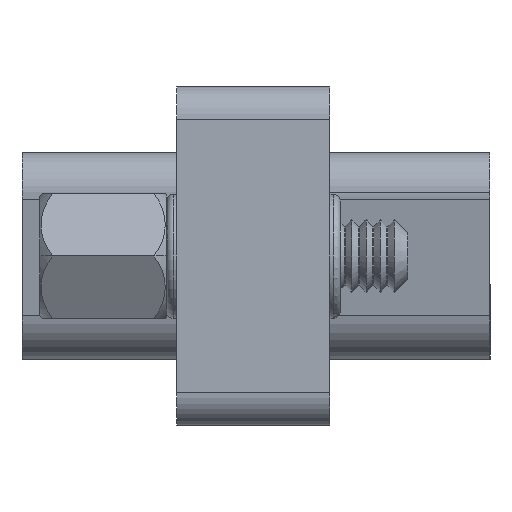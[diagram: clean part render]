
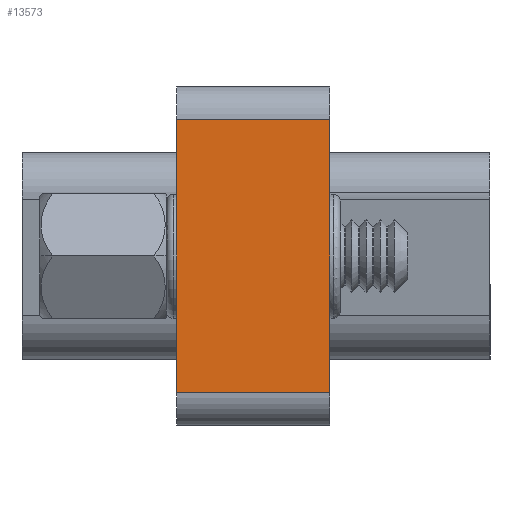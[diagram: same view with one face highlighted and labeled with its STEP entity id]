
A CAD part, left-side view. The second image highlights one B-rep face of the part: STEP entity #13573.
In plain terms, the highlighted planar face has unit normal (-1, 0, 0).
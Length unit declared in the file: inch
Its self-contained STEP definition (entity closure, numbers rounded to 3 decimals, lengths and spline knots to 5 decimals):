
#90 = DIRECTION ( 'NONE',  ( 0., -1., 0. ) ) ;
#249 = LINE ( 'NONE', #21703, #21122 ) ;
#1272 = LINE ( 'NONE', #8249, #28091 ) ;
#1628 = DIRECTION ( 'NONE',  ( 1., 0., 0. ) ) ;
#1807 = DIRECTION ( 'NONE',  ( 0., 1., 0. ) ) ;
#1928 = CARTESIAN_POINT ( 'NONE',  ( -0.625, -0.115, 0.255 ) ) ;
#2274 = LINE ( 'NONE', #19026, #8682 ) ;
#2418 = CARTESIAN_POINT ( 'NONE',  ( -0.625, -0.115, 0.205 ) ) ;
#3579 = VECTOR ( 'NONE', #9244, 39.37008 ) ;
#5366 = ORIENTED_EDGE ( 'NONE', *, *, #28862, .F. ) ;
#5470 = EDGE_CURVE ( 'NONE', #7599, #16598, #2274, .T. ) ;
#6129 = VERTEX_POINT ( 'NONE', #24545 ) ;
#6370 = FACE_OUTER_BOUND ( 'NONE', #10488, .T. ) ;
#7599 = VERTEX_POINT ( 'NONE', #2418 ) ;
#8249 = CARTESIAN_POINT ( 'NONE',  ( -0.625, 0.115, 0.255 ) ) ;
#8682 = VECTOR ( 'NONE', #1807, 39.37008 ) ;
#9244 = DIRECTION ( 'NONE',  ( 0., 0., 1. ) ) ;
#9795 = ORIENTED_EDGE ( 'NONE', *, *, #16716, .T. ) ;
#10488 = EDGE_LOOP ( 'NONE', ( #22521, #13995, #5366, #9795 ) ) ;
#12212 = CARTESIAN_POINT ( 'NONE',  ( -0.625, 0.115, -0.205 ) ) ;
#13573 = ADVANCED_FACE ( 'NONE', ( #6370 ), #16033, .F. ) ;
#13995 = ORIENTED_EDGE ( 'NONE', *, *, #5470, .T. ) ;
#16033 = PLANE ( 'NONE',  #20005 ) ;
#16598 = VERTEX_POINT ( 'NONE', #25225 ) ;
#16716 = EDGE_CURVE ( 'NONE', #19186, #6129, #249, .T. ) ;
#19026 = CARTESIAN_POINT ( 'NONE',  ( -0.625, 0.115, 0.205 ) ) ;
#19186 = VERTEX_POINT ( 'NONE', #12212 ) ;
#19228 = EDGE_CURVE ( 'NONE', #6129, #7599, #23570, .T. ) ;
#20005 = AXIS2_PLACEMENT_3D ( 'NONE', #23272, #1628, #21658 ) ;
#21122 = VECTOR ( 'NONE', #90, 39.37008 ) ;
#21658 = DIRECTION ( 'NONE',  ( 0., 0., -1. ) ) ;
#21703 = CARTESIAN_POINT ( 'NONE',  ( -0.625, 0.115, -0.205 ) ) ;
#22521 = ORIENTED_EDGE ( 'NONE', *, *, #19228, .T. ) ;
#23272 = CARTESIAN_POINT ( 'NONE',  ( -0.625, 0.115, 0.255 ) ) ;
#23570 = LINE ( 'NONE', #1928, #3579 ) ;
#24545 = CARTESIAN_POINT ( 'NONE',  ( -0.625, -0.115, -0.205 ) ) ;
#25225 = CARTESIAN_POINT ( 'NONE',  ( -0.625, 0.115, 0.205 ) ) ;
#27632 = DIRECTION ( 'NONE',  ( 0., 0., 1. ) ) ;
#28091 = VECTOR ( 'NONE', #27632, 39.37008 ) ;
#28862 = EDGE_CURVE ( 'NONE', #19186, #16598, #1272, .T. ) ;
